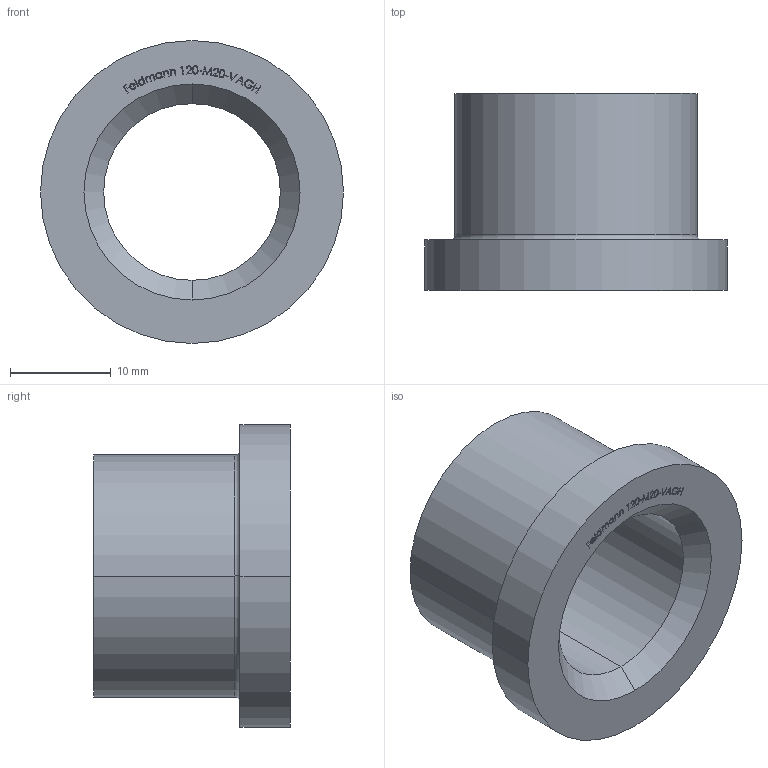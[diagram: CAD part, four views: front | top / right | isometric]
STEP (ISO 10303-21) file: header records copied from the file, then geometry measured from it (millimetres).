
FILE_DESCRIPTION (( 'STEP AP203' ), '1' );
FILE_NAME ('120-M20-VAGH.STEP', '2016-12-06T14:40:50', ( '' ), ( '' ), 'SwSTEP 2.0', 'SolidWorks 2015', '' );
FILE_SCHEMA (( 'CONFIG_CONTROL_DESIGN' ));
Length unit declared in the file: millimetre
Products named in the file (1): 120-M20-VAGH
Bounding box: 30 x 19.5 x 30 mm (x, y, z)
Volume: 5182.9 mm3; surface area: 3444.4 mm2
Topology: 1 solids, 1 shells, 255 faces, 672 edges, 446 vertices
Faces by surface type: plane 156, bspline 87, cylinder 6, cone 4, torus 2
Entity records: 12949 total; most frequent: CARTESIAN_POINT 7133, ORIENTED_EDGE 1344, DIRECTION 856, EDGE_CURVE 672, LINE 478, VECTOR 478, VERTEX_POINT 446, EDGE_LOOP 284
